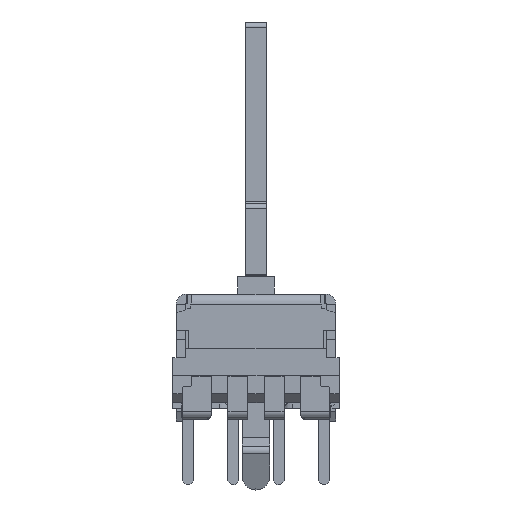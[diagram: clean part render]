
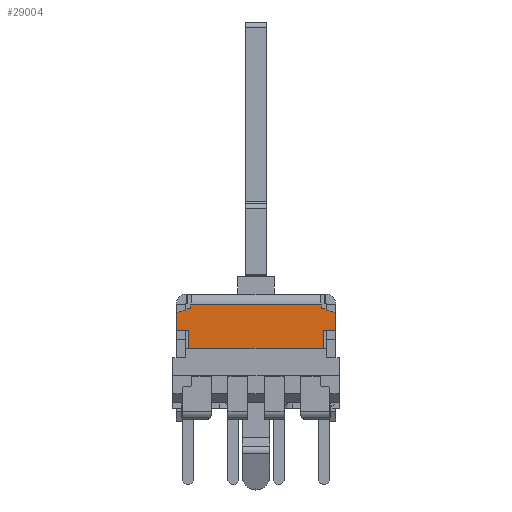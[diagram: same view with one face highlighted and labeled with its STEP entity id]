
A CAD part, left-side view. The second image highlights one B-rep face of the part: STEP entity #29004.
In plain terms, the highlighted planar face has unit normal (-1, 0, 0).
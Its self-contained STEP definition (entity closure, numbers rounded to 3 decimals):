
#1288 = VERTEX_POINT ( 'NONE', #27476 ) ;
#1290 = VERTEX_POINT ( 'NONE', #27478 ) ;
#1291 = VERTEX_POINT ( 'NONE', #27479 ) ;
#1292 = VERTEX_POINT ( 'NONE', #27480 ) ;
#1293 = VERTEX_POINT ( 'NONE', #27481 ) ;
#1294 = VERTEX_POINT ( 'NONE', #27482 ) ;
#1295 = VERTEX_POINT ( 'NONE', #27483 ) ;
#1305 = VERTEX_POINT ( 'NONE', #27493 ) ;
#1306 = VERTEX_POINT ( 'NONE', #27494 ) ;
#2433 = LINE ( 'NONE', #17370, #2439 ) ;
#2434 = LINE ( 'NONE', #17366, #2435 ) ;
#2435 = VECTOR ( 'NONE', #17367, 1000. ) ;
#2437 = LINE ( 'NONE', #17372, #2441 ) ;
#2439 = VECTOR ( 'NONE', #17373, 1000. ) ;
#2440 = LINE ( 'NONE', #17393, #2450 ) ;
#2441 = VECTOR ( 'NONE', #17375, 1000. ) ;
#2442 = VECTOR ( 'NONE', #17380, 1000. ) ;
#2443 = LINE ( 'NONE', #17381, #2449 ) ;
#2444 = LINE ( 'NONE', #17379, #2447 ) ;
#2445 = LINE ( 'NONE', #17374, #2442 ) ;
#2446 = CIRCLE ( 'NONE', #28337, 1. ) ;
#2447 = VECTOR ( 'NONE', #17383, 1000. ) ;
#2448 = VECTOR ( 'NONE', #17389, 1000. ) ;
#2449 = VECTOR ( 'NONE', #17385, 1000. ) ;
#2450 = VECTOR ( 'NONE', #17394, 1000. ) ;
#2451 = LINE ( 'NONE', #17382, #2448 ) ;
#2452 = CIRCLE ( 'NONE', #28339, 1. ) ;
#2456 = CIRCLE ( 'NONE', #28340, 1. ) ;
#2457 = LINE ( 'NONE', #17395, #2458 ) ;
#2458 = VECTOR ( 'NONE', #17396, 1000. ) ;
#3988 = EDGE_LOOP ( 'NONE', ( #4845, #4857, #4865, #4871, #4877, #4883, #4889, #4895, #4903, #4909, #4915, #4923, #4931, #4941, #4947, #4955 ) ) ;
#4845 = ORIENTED_EDGE ( 'NONE', *, *, #20290, .F. ) ;
#4857 = ORIENTED_EDGE ( 'NONE', *, *, #41779, .T. ) ;
#4865 = ORIENTED_EDGE ( 'NONE', *, *, #20284, .F. ) ;
#4871 = ORIENTED_EDGE ( 'NONE', *, *, #20288, .F. ) ;
#4877 = ORIENTED_EDGE ( 'NONE', *, *, #20287, .F. ) ;
#4883 = ORIENTED_EDGE ( 'NONE', *, *, #20289, .F. ) ;
#4889 = ORIENTED_EDGE ( 'NONE', *, *, #20291, .T. ) ;
#4895 = ORIENTED_EDGE ( 'NONE', *, *, #20292, .F. ) ;
#4903 = ORIENTED_EDGE ( 'NONE', *, *, #20293, .F. ) ;
#4909 = ORIENTED_EDGE ( 'NONE', *, *, #20294, .F. ) ;
#4915 = ORIENTED_EDGE ( 'NONE', *, *, #20295, .T. ) ;
#4923 = ORIENTED_EDGE ( 'NONE', *, *, #20296, .F. ) ;
#4931 = ORIENTED_EDGE ( 'NONE', *, *, #20297, .T. ) ;
#4941 = ORIENTED_EDGE ( 'NONE', *, *, #28225, .F. ) ;
#4947 = ORIENTED_EDGE ( 'NONE', *, *, #28226, .F. ) ;
#4955 = ORIENTED_EDGE ( 'NONE', *, *, #28227, .F. ) ;
#13328 = AXIS2_PLACEMENT_3D ( 'NONE', #32300, #32328, #32329 ) ;
#17366 = CARTESIAN_POINT ( 'NONE',  ( -37.5, 4.3, 3.7 ) ) ;
#17367 = DIRECTION ( 'NONE',  ( 0., -1., 0. ) ) ;
#17370 = CARTESIAN_POINT ( 'NONE',  ( -37.5, 4.3, 4.4 ) ) ;
#17372 = CARTESIAN_POINT ( 'NONE',  ( -37.5, 4.3, 3.7 ) ) ;
#17373 = DIRECTION ( 'NONE',  ( 0., -1., 0. ) ) ;
#17374 = CARTESIAN_POINT ( 'NONE',  ( -37.5, 4.3, -3.7 ) ) ;
#17375 = DIRECTION ( 'NONE',  ( 0., 0., -1. ) ) ;
#17376 = CARTESIAN_POINT ( 'NONE',  ( -37.5, 6.3, 4.4 ) ) ;
#17377 = DIRECTION ( 'NONE',  ( -1., 0., 0. ) ) ;
#17378 = DIRECTION ( 'NONE',  ( 0., -1., 0. ) ) ;
#17379 = CARTESIAN_POINT ( 'NONE',  ( -37.5, 5.5, 4.4 ) ) ;
#17380 = DIRECTION ( 'NONE',  ( 0., 1., 0. ) ) ;
#17381 = CARTESIAN_POINT ( 'NONE',  ( -37.5, 6.3, 3.6 ) ) ;
#17382 = CARTESIAN_POINT ( 'NONE',  ( -37.5, 5.75, 3.565 ) ) ;
#17383 = DIRECTION ( 'NONE',  ( 0., 0., -1. ) ) ;
#17384 = CARTESIAN_POINT ( 'NONE',  ( -37.5, 6.3, 4.4 ) ) ;
#17385 = DIRECTION ( 'NONE',  ( 0., -1., 0. ) ) ;
#17386 = DIRECTION ( 'NONE',  ( -1., 0., 0. ) ) ;
#17387 = DIRECTION ( 'NONE',  ( 0., -1., 0. ) ) ;
#17389 = DIRECTION ( 'NONE',  ( 0., 0., 1. ) ) ;
#17390 = CARTESIAN_POINT ( 'NONE',  ( -37.5, 6.3, -4.4 ) ) ;
#17391 = DIRECTION ( 'NONE',  ( 1., 0., 0. ) ) ;
#17392 = DIRECTION ( 'NONE',  ( 0., 1., 0. ) ) ;
#17393 = CARTESIAN_POINT ( 'NONE',  ( -37.5, 6.3, -3.6 ) ) ;
#17394 = DIRECTION ( 'NONE',  ( 0., 1., 0. ) ) ;
#17395 = CARTESIAN_POINT ( 'NONE',  ( -37.5, 5.5, 4.4 ) ) ;
#17396 = DIRECTION ( 'NONE',  ( 0., 0., -1. ) ) ;
#18438 = FACE_OUTER_BOUND ( 'NONE', #3988, .T. ) ;
#20284 = EDGE_CURVE ( 'NONE', #1294, #1306, #2434, .T. ) ;
#20287 = EDGE_CURVE ( 'NONE', #1292, #1293, #2433, .T. ) ;
#20288 = EDGE_CURVE ( 'NONE', #1293, #1294, #2437, .T. ) ;
#20289 = EDGE_CURVE ( 'NONE', #1291, #1292, #2446, .T. ) ;
#20290 = EDGE_CURVE ( 'NONE', #1305, #1295, #2445, .T. ) ;
#20291 = EDGE_CURVE ( 'NONE', #1291, #1290, #2444, .T. ) ;
#20292 = EDGE_CURVE ( 'NONE', #1288, #1290, #2443, .T. ) ;
#20293 = EDGE_CURVE ( 'NONE', #32147, #1288, #2452, .T. ) ;
#20294 = EDGE_CURVE ( 'NONE', #32146, #32147, #2451, .T. ) ;
#20295 = EDGE_CURVE ( 'NONE', #32146, #32145, #2456, .T. ) ;
#20296 = EDGE_CURVE ( 'NONE', #32144, #32145, #2440, .T. ) ;
#20297 = EDGE_CURVE ( 'NONE', #32144, #32143, #2457, .T. ) ;
#22521 = CARTESIAN_POINT ( 'NONE',  ( -37.5, 4.3, -4.4 ) ) ;
#22522 = CARTESIAN_POINT ( 'NONE',  ( -37.5, 5.3, -4.4 ) ) ;
#22523 = CARTESIAN_POINT ( 'NONE',  ( -37.5, 5.5, -3.8 ) ) ;
#22524 = CARTESIAN_POINT ( 'NONE',  ( -37.5, 5.5, -3.6 ) ) ;
#22525 = CARTESIAN_POINT ( 'NONE',  ( -37.5, 5.7, -3.6 ) ) ;
#22526 = CARTESIAN_POINT ( 'NONE',  ( -37.5, 5.75, -3.565 ) ) ;
#22527 = CARTESIAN_POINT ( 'NONE',  ( -37.5, 5.75, 3.565 ) ) ;
#22954 = CARTESIAN_POINT ( 'NONE',  ( -37.5, 3.3, -4.6 ) ) ;
#22955 = DIRECTION ( 'NONE',  ( 0., 0., 1. ) ) ;
#23474 = LINE ( 'NONE', #22954, #23475 ) ;
#23475 = VECTOR ( 'NONE', #22955, 1000. ) ;
#27476 = CARTESIAN_POINT ( 'NONE',  ( -37.5, 5.7, 3.6 ) ) ;
#27478 = CARTESIAN_POINT ( 'NONE',  ( -37.5, 5.5, 3.6 ) ) ;
#27479 = CARTESIAN_POINT ( 'NONE',  ( -37.5, 5.5, 3.8 ) ) ;
#27480 = CARTESIAN_POINT ( 'NONE',  ( -37.5, 5.3, 4.4 ) ) ;
#27481 = CARTESIAN_POINT ( 'NONE',  ( -37.5, 4.3, 4.4 ) ) ;
#27482 = CARTESIAN_POINT ( 'NONE',  ( -37.5, 4.3, 3.7 ) ) ;
#27483 = CARTESIAN_POINT ( 'NONE',  ( -37.5, 4.3, -3.7 ) ) ;
#27493 = CARTESIAN_POINT ( 'NONE',  ( -37.5, 3.3, -3.7 ) ) ;
#27494 = CARTESIAN_POINT ( 'NONE',  ( -37.5, 3.3, 3.7 ) ) ;
#28225 = EDGE_CURVE ( 'NONE', #32142, #32143, #35196, .T. ) ;
#28226 = EDGE_CURVE ( 'NONE', #32141, #32142, #35195, .T. ) ;
#28227 = EDGE_CURVE ( 'NONE', #1295, #32141, #35167, .T. ) ;
#28337 = AXIS2_PLACEMENT_3D ( 'NONE', #17376, #17377, #17378 ) ;
#28339 = AXIS2_PLACEMENT_3D ( 'NONE', #17384, #17386, #17387 ) ;
#28340 = AXIS2_PLACEMENT_3D ( 'NONE', #17390, #17391, #17392 ) ;
#29004 = ADVANCED_FACE ( 'NONE', ( #18438 ), #33024, .F. ) ;
#32141 = VERTEX_POINT ( 'NONE', #22521 ) ;
#32142 = VERTEX_POINT ( 'NONE', #22522 ) ;
#32143 = VERTEX_POINT ( 'NONE', #22523 ) ;
#32144 = VERTEX_POINT ( 'NONE', #22524 ) ;
#32145 = VERTEX_POINT ( 'NONE', #22525 ) ;
#32146 = VERTEX_POINT ( 'NONE', #22526 ) ;
#32147 = VERTEX_POINT ( 'NONE', #22527 ) ;
#32297 = CARTESIAN_POINT ( 'NONE',  ( -37.5, 4.3, -4.4 ) ) ;
#32300 = CARTESIAN_POINT ( 'NONE',  ( -37.5, 6.3, -4.4 ) ) ;
#32328 = DIRECTION ( 'NONE',  ( -1., 0., 0. ) ) ;
#32329 = DIRECTION ( 'NONE',  ( 0., 1., 0. ) ) ;
#32330 = CARTESIAN_POINT ( 'NONE',  ( -37.5, 4.3, -3.7 ) ) ;
#32331 = DIRECTION ( 'NONE',  ( 0., 1., 0. ) ) ;
#32333 = DIRECTION ( 'NONE',  ( 0., 0., -1. ) ) ;
#33023 = CARTESIAN_POINT ( 'NONE',  ( -37.5, 3.3, -4.6 ) ) ;
#33024 = PLANE ( 'NONE',  #34451 ) ;
#33033 = DIRECTION ( 'NONE',  ( 1., 0., 0. ) ) ;
#33034 = DIRECTION ( 'NONE',  ( 0., 0., -1. ) ) ;
#34451 = AXIS2_PLACEMENT_3D ( 'NONE', #33023, #33033, #33034 ) ;
#35159 = VECTOR ( 'NONE', #32331, 1000. ) ;
#35167 = LINE ( 'NONE', #32330, #35197 ) ;
#35195 = LINE ( 'NONE', #32297, #35159 ) ;
#35196 = CIRCLE ( 'NONE', #13328, 1. ) ;
#35197 = VECTOR ( 'NONE', #32333, 1000. ) ;
#41779 = EDGE_CURVE ( 'NONE', #1305, #1306, #23474, .T. ) ;
